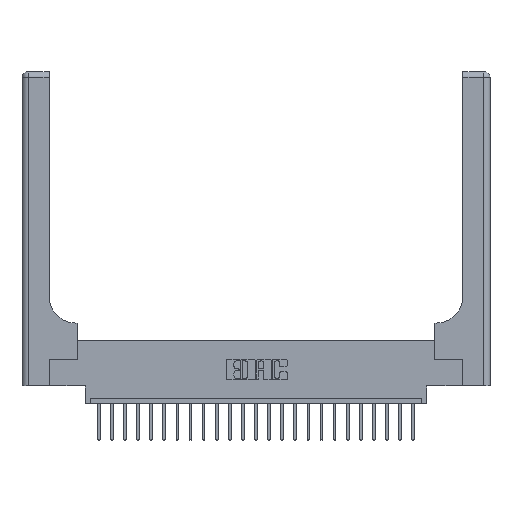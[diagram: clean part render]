
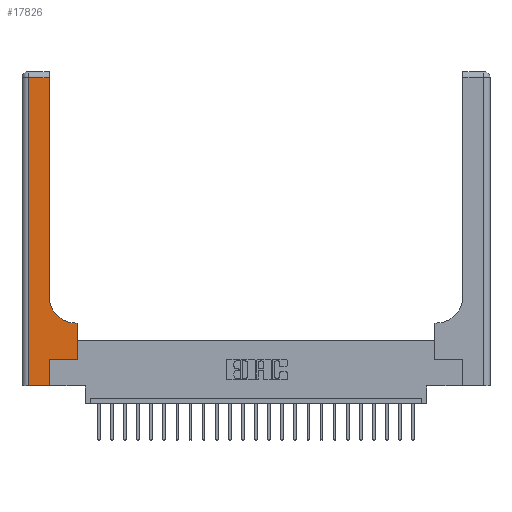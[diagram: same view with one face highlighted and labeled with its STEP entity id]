
A CAD part, top view. The second image highlights one B-rep face of the part: STEP entity #17826.
In plain terms, the highlighted planar face has unit normal (0, 0, 1).
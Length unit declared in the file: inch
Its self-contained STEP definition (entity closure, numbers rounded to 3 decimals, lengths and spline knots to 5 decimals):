
#307 = DIRECTION ( 'NONE',  ( 0., 1., 0. ) ) ;
#786 = ORIENTED_EDGE ( 'NONE', *, *, #7572, .T. ) ;
#1083 = CARTESIAN_POINT ( 'NONE',  ( 0.26, 0.85, 0.37 ) ) ;
#1523 = DIRECTION ( 'NONE',  ( -1., 0., 0. ) ) ;
#1686 = PLANE ( 'NONE',  #20956 ) ;
#1862 = DIRECTION ( 'NONE',  ( 1., 0., 0. ) ) ;
#2279 = ORIENTED_EDGE ( 'NONE', *, *, #22124, .T. ) ;
#2481 = EDGE_CURVE ( 'NONE', #10508, #9921, #14821, .T. ) ;
#2551 = EDGE_CURVE ( 'NONE', #6458, #10508, #20697, .T. ) ;
#2574 = CARTESIAN_POINT ( 'NONE',  ( 0.265, 0., 0.37 ) ) ;
#2630 = VERTEX_POINT ( 'NONE', #14303 ) ;
#2988 = LINE ( 'NONE', #3089, #21434 ) ;
#3052 = VECTOR ( 'NONE', #1862, 39.37008 ) ;
#3081 = VECTOR ( 'NONE', #11676, 39.37008 ) ;
#3089 = CARTESIAN_POINT ( 'NONE',  ( 0.06, 3., 0.37 ) ) ;
#4156 = CIRCLE ( 'NONE', #4700, 0.25 ) ;
#4700 = AXIS2_PLACEMENT_3D ( 'NONE', #20805, #6251, #8371 ) ;
#5439 = LINE ( 'NONE', #22826, #20424 ) ;
#5459 = ORIENTED_EDGE ( 'NONE', *, *, #2481, .T. ) ;
#5957 = LINE ( 'NONE', #2574, #18792 ) ;
#6251 = DIRECTION ( 'NONE',  ( 0., 0., -1. ) ) ;
#6458 = VERTEX_POINT ( 'NONE', #1083 ) ;
#6803 = DIRECTION ( 'NONE',  ( 0., -1., 0. ) ) ;
#7348 = DIRECTION ( 'NONE',  ( -1., 0., 0. ) ) ;
#7461 = EDGE_CURVE ( 'NONE', #22537, #6458, #4156, .T. ) ;
#7538 = VERTEX_POINT ( 'NONE', #20880 ) ;
#7572 = EDGE_CURVE ( 'NONE', #2630, #22537, #5439, .T. ) ;
#8371 = DIRECTION ( 'NONE',  ( 1., 0., 0. ) ) ;
#8654 = CARTESIAN_POINT ( 'NONE',  ( 0., 2.94, 0.37 ) ) ;
#9188 = CARTESIAN_POINT ( 'NONE',  ( 0.26, 3., 0.37 ) ) ;
#9236 = EDGE_CURVE ( 'NONE', #11559, #9392, #22047, .T. ) ;
#9256 = CARTESIAN_POINT ( 'NONE',  ( 0.51, 0.6, 0.37 ) ) ;
#9392 = VERTEX_POINT ( 'NONE', #13344 ) ;
#9515 = CARTESIAN_POINT ( 'NONE',  ( 0.06, 0., 0.37 ) ) ;
#9866 = CARTESIAN_POINT ( 'NONE',  ( 0.26, 2.94, 0.37 ) ) ;
#9921 = VERTEX_POINT ( 'NONE', #19587 ) ;
#10508 = VERTEX_POINT ( 'NONE', #9866 ) ;
#10596 = EDGE_CURVE ( 'NONE', #9921, #11559, #2988, .T. ) ;
#10940 = VECTOR ( 'NONE', #307, 39.37008 ) ;
#11559 = VERTEX_POINT ( 'NONE', #9515 ) ;
#11676 = DIRECTION ( 'NONE',  ( 1., 0., 0. ) ) ;
#12495 = CARTESIAN_POINT ( 'NONE',  ( 0., 0., 0.37 ) ) ;
#13328 = DIRECTION ( 'NONE',  ( 0., 1., 0. ) ) ;
#13344 = CARTESIAN_POINT ( 'NONE',  ( 0.265, 0., 0.37 ) ) ;
#13691 = FACE_OUTER_BOUND ( 'NONE', #19063, .T. ) ;
#13749 = VECTOR ( 'NONE', #13328, 39.37008 ) ;
#13998 = LINE ( 'NONE', #16962, #3081 ) ;
#14303 = CARTESIAN_POINT ( 'NONE',  ( 0.528, 0.6, 0.37 ) ) ;
#14821 = LINE ( 'NONE', #8654, #20127 ) ;
#15230 = DIRECTION ( 'NONE',  ( 0., 1., 0. ) ) ;
#15871 = DIRECTION ( 'NONE',  ( -1., 0., 0. ) ) ;
#16082 = EDGE_CURVE ( 'NONE', #7538, #2630, #18538, .T. ) ;
#16370 = CARTESIAN_POINT ( 'NONE',  ( 0.265, 0.25, 0.37 ) ) ;
#16749 = CARTESIAN_POINT ( 'NONE',  ( 0.528, 0.25, 0.37 ) ) ;
#16962 = CARTESIAN_POINT ( 'NONE',  ( 0.265, 0.25, 0.37 ) ) ;
#17494 = EDGE_CURVE ( 'NONE', #21718, #7538, #13998, .T. ) ;
#17826 = ADVANCED_FACE ( 'NONE', ( #13691 ), #1686, .F. ) ;
#17860 = DIRECTION ( 'NONE',  ( 0., 0., -1. ) ) ;
#17942 = ORIENTED_EDGE ( 'NONE', *, *, #10596, .T. ) ;
#18367 = ORIENTED_EDGE ( 'NONE', *, *, #17494, .T. ) ;
#18538 = LINE ( 'NONE', #16749, #13749 ) ;
#18792 = VECTOR ( 'NONE', #15230, 39.37008 ) ;
#18982 = ORIENTED_EDGE ( 'NONE', *, *, #2551, .T. ) ;
#19063 = EDGE_LOOP ( 'NONE', ( #18982, #5459, #17942, #22539, #2279, #18367, #19991, #786, #22186 ) ) ;
#19587 = CARTESIAN_POINT ( 'NONE',  ( 0.06, 2.94, 0.37 ) ) ;
#19991 = ORIENTED_EDGE ( 'NONE', *, *, #16082, .T. ) ;
#20127 = VECTOR ( 'NONE', #15871, 39.37008 ) ;
#20424 = VECTOR ( 'NONE', #1523, 39.37008 ) ;
#20697 = LINE ( 'NONE', #9188, #10940 ) ;
#20805 = CARTESIAN_POINT ( 'NONE',  ( 0.51, 0.85, 0.37 ) ) ;
#20880 = CARTESIAN_POINT ( 'NONE',  ( 0.528, 0.25, 0.37 ) ) ;
#20956 = AXIS2_PLACEMENT_3D ( 'NONE', #21358, #17860, #7348 ) ;
#21358 = CARTESIAN_POINT ( 'NONE',  ( 0., 3., 0.37 ) ) ;
#21434 = VECTOR ( 'NONE', #6803, 39.37008 ) ;
#21718 = VERTEX_POINT ( 'NONE', #16370 ) ;
#22047 = LINE ( 'NONE', #12495, #3052 ) ;
#22124 = EDGE_CURVE ( 'NONE', #9392, #21718, #5957, .T. ) ;
#22186 = ORIENTED_EDGE ( 'NONE', *, *, #7461, .T. ) ;
#22537 = VERTEX_POINT ( 'NONE', #9256 ) ;
#22539 = ORIENTED_EDGE ( 'NONE', *, *, #9236, .T. ) ;
#22826 = CARTESIAN_POINT ( 'NONE',  ( 0.26, 0.6, 0.37 ) ) ;
